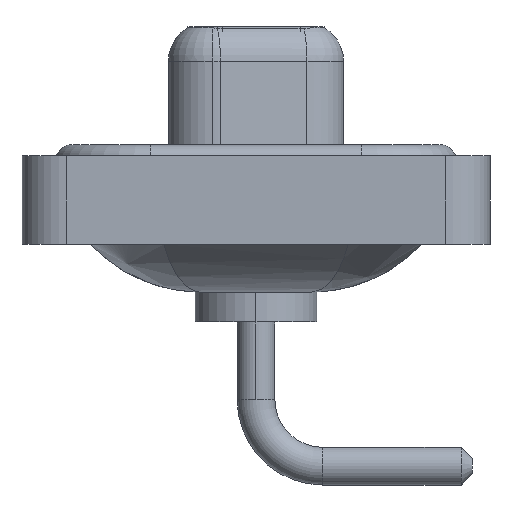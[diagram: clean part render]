
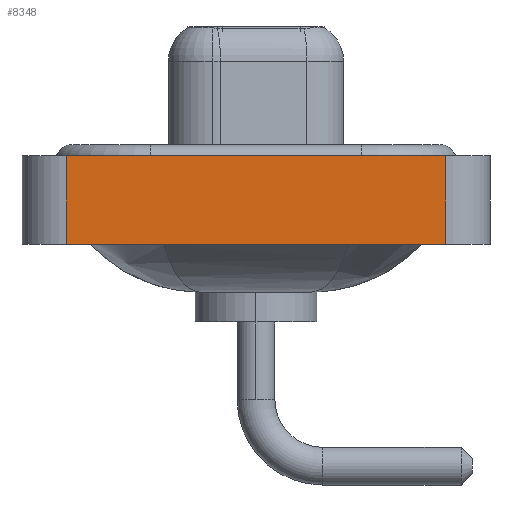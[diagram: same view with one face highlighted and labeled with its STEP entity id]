
A CAD part, left-side view. The second image highlights one B-rep face of the part: STEP entity #8348.
In plain terms, the highlighted planar face has unit normal (-1, 0, 0).
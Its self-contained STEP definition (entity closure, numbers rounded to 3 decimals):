
#293 = LINE ( 'NONE', #9890, #12195 ) ;
#815 = VECTOR ( 'NONE', #4836, 1000. ) ;
#1409 = VERTEX_POINT ( 'NONE', #9167 ) ;
#1529 = LINE ( 'NONE', #11441, #6452 ) ;
#2210 = CARTESIAN_POINT ( 'NONE',  ( -7.3, -8.55, 0.4 ) ) ;
#3473 = PLANE ( 'NONE',  #13410 ) ;
#3927 = CARTESIAN_POINT ( 'NONE',  ( -7.3, 8.55, -3.6 ) ) ;
#3959 = VERTEX_POINT ( 'NONE', #3927 ) ;
#4062 = EDGE_CURVE ( 'NONE', #3959, #14276, #1529, .T. ) ;
#4811 = VECTOR ( 'NONE', #7124, 1000. ) ;
#4836 = DIRECTION ( 'NONE',  ( 0., 0., 1. ) ) ;
#5887 = ORIENTED_EDGE ( 'NONE', *, *, #6362, .T. ) ;
#6130 = CARTESIAN_POINT ( 'NONE',  ( -7.3, -8.55, -3.6 ) ) ;
#6362 = EDGE_CURVE ( 'NONE', #3959, #11350, #293, .T. ) ;
#6452 = VECTOR ( 'NONE', #10222, 1000. ) ;
#7037 = CARTESIAN_POINT ( 'NONE',  ( -7.3, 8.55, 0.4 ) ) ;
#7124 = DIRECTION ( 'NONE',  ( 0., -1., 0. ) ) ;
#8348 = ADVANCED_FACE ( 'NONE', ( #15593 ), #3473, .T. ) ;
#8418 = DIRECTION ( 'NONE',  ( -1., 0., 0. ) ) ;
#9167 = CARTESIAN_POINT ( 'NONE',  ( -7.3, -8.55, 0.4 ) ) ;
#9470 = CARTESIAN_POINT ( 'NONE',  ( -7.3, -8.55, -3.6 ) ) ;
#9703 = EDGE_CURVE ( 'NONE', #14276, #1409, #12128, .T. ) ;
#9890 = CARTESIAN_POINT ( 'NONE',  ( -7.3, -8.55, -3.6 ) ) ;
#10222 = DIRECTION ( 'NONE',  ( 0., 0., 1. ) ) ;
#11249 = EDGE_LOOP ( 'NONE', ( #13336, #14307, #11850, #5887 ) ) ;
#11333 = DIRECTION ( 'NONE',  ( 0., -1., 0. ) ) ;
#11350 = VERTEX_POINT ( 'NONE', #15180 ) ;
#11441 = CARTESIAN_POINT ( 'NONE',  ( -7.3, 8.55, -3.6 ) ) ;
#11850 = ORIENTED_EDGE ( 'NONE', *, *, #4062, .F. ) ;
#12128 = LINE ( 'NONE', #2210, #4811 ) ;
#12195 = VECTOR ( 'NONE', #11333, 1000. ) ;
#13336 = ORIENTED_EDGE ( 'NONE', *, *, #13443, .T. ) ;
#13410 = AXIS2_PLACEMENT_3D ( 'NONE', #9470, #8418, #14378 ) ;
#13443 = EDGE_CURVE ( 'NONE', #11350, #1409, #15896, .T. ) ;
#14276 = VERTEX_POINT ( 'NONE', #7037 ) ;
#14307 = ORIENTED_EDGE ( 'NONE', *, *, #9703, .F. ) ;
#14378 = DIRECTION ( 'NONE',  ( 0., 0., 1. ) ) ;
#15180 = CARTESIAN_POINT ( 'NONE',  ( -7.3, -8.55, -3.6 ) ) ;
#15593 = FACE_OUTER_BOUND ( 'NONE', #11249, .T. ) ;
#15896 = LINE ( 'NONE', #6130, #815 ) ;
